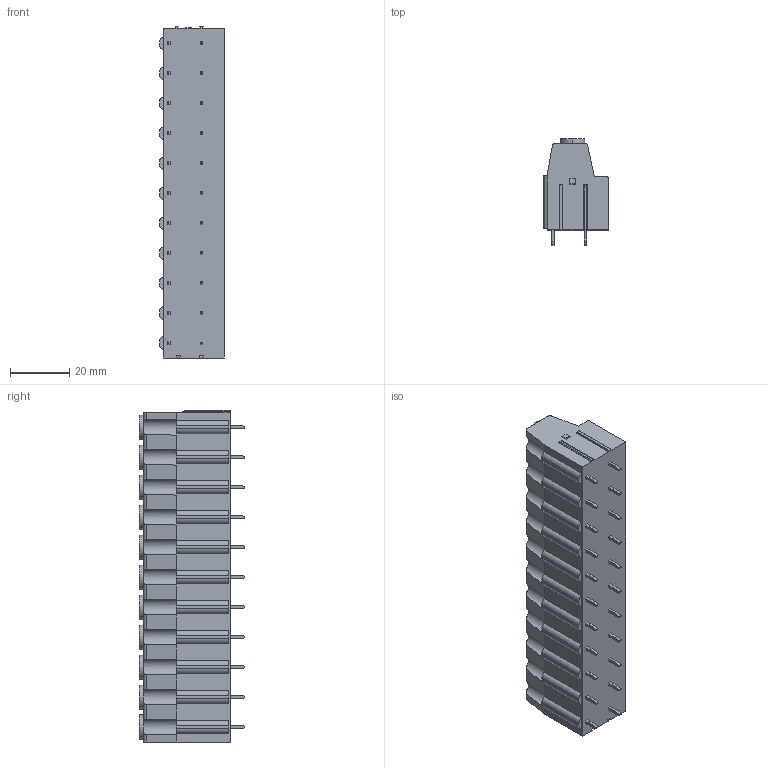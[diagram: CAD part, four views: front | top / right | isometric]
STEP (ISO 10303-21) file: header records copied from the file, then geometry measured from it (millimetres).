
FILE_DESCRIPTION((''),'2;1');
FILE_NAME('PRT0001','2024-09-27T',('sj'),(''),'PRO/ENGINEER BY PARAMETRIC TECHNOLOGY CORPORATION, 2013240','PRO/ENGINEER BY PARAMETRIC TECHNOLOGY CORPORATION, 2013240','');
FILE_SCHEMA(('AUTOMOTIVE_DESIGN_CC2 { 1 2 10303 214 -1 1 5 2 }'));
Length unit declared in the file: millimetre
Products named in the file (1): PRT0001
Bounding box: 22 x 35.8 x 112.51 mm (x, y, z)
Volume: 51503.3 mm3; surface area: 17269.8 mm2
Topology: 1 solids, 1 shells, 605 faces, 1542 edges, 1006 vertices
Faces by surface type: plane 436, cylinder 169
Entity records: 18352 total; most frequent: CARTESIAN_POINT 3433, ORIENTED_EDGE 3084, DIRECTION 3064, EDGE_CURVE 1542, VECTOR 1134, LINE 1134, VERTEX_POINT 1006, AXIS2_PLACEMENT_3D 965
